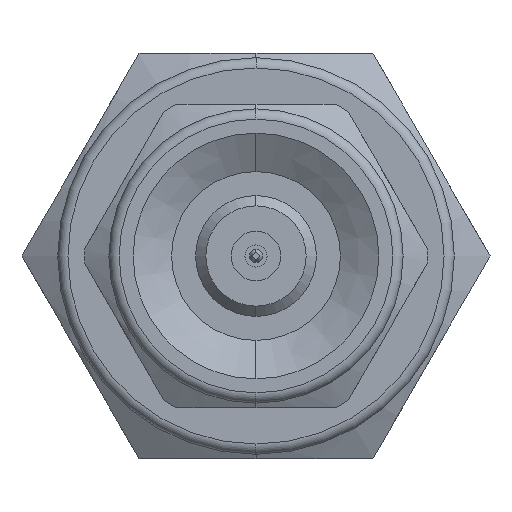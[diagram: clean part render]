
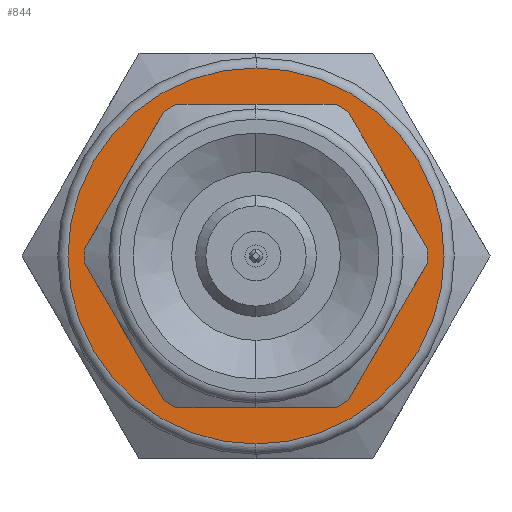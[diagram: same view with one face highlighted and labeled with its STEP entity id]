
A CAD part, left-side view. The second image highlights one B-rep face of the part: STEP entity #844.
In plain terms, the highlighted planar face has unit normal (-1, 0, 0).
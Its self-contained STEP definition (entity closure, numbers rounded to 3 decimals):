
#9 = DIRECTION ( 'NONE',  ( -1., 0., 0. ) ) ;
#182 = CIRCLE ( 'NONE', #1186, 3.675 ) ;
#221 = CARTESIAN_POINT ( 'NONE',  ( 8.56, 0., 0. ) ) ;
#231 = DIRECTION ( 'NONE',  ( 0., 0., 1. ) ) ;
#321 = EDGE_LOOP ( 'NONE', ( #789, #1640 ) ) ;
#375 = AXIS2_PLACEMENT_3D ( 'NONE', #2525, #2958, #382 ) ;
#382 = DIRECTION ( 'NONE',  ( 0., 0., 1. ) ) ;
#402 = DIRECTION ( 'NONE',  ( -1., 0., 0. ) ) ;
#462 = DIRECTION ( 'NONE',  ( -1., 0., 0. ) ) ;
#554 = EDGE_LOOP ( 'NONE', ( #2213, #572 ) ) ;
#572 = ORIENTED_EDGE ( 'NONE', *, *, #1537, .T. ) ;
#758 = VERTEX_POINT ( 'NONE', #973 ) ;
#776 = VERTEX_POINT ( 'NONE', #1429 ) ;
#787 = FACE_OUTER_BOUND ( 'NONE', #554, .T. ) ;
#789 = ORIENTED_EDGE ( 'NONE', *, *, #2455, .F. ) ;
#844 = ADVANCED_FACE ( 'NONE', ( #2929, #787 ), #2029, .F. ) ;
#857 = VERTEX_POINT ( 'NONE', #1983 ) ;
#961 = CIRCLE ( 'NONE', #2415, 2.75 ) ;
#973 = CARTESIAN_POINT ( 'NONE',  ( 8.56, 0., 3.675 ) ) ;
#1080 = CARTESIAN_POINT ( 'NONE',  ( 8.56, 2.75, 0. ) ) ;
#1108 = EDGE_CURVE ( 'NONE', #1602, #857, #961, .T. ) ;
#1186 = AXIS2_PLACEMENT_3D ( 'NONE', #221, #402, #3060 ) ;
#1429 = CARTESIAN_POINT ( 'NONE',  ( 8.56, 0., -3.675 ) ) ;
#1537 = EDGE_CURVE ( 'NONE', #776, #758, #182, .T. ) ;
#1602 = VERTEX_POINT ( 'NONE', #2195 ) ;
#1640 = ORIENTED_EDGE ( 'NONE', *, *, #1108, .F. ) ;
#1792 = DIRECTION ( 'NONE',  ( 0., 1., 0. ) ) ;
#1814 = AXIS2_PLACEMENT_3D ( 'NONE', #1080, #2730, #1792 ) ;
#1983 = CARTESIAN_POINT ( 'NONE',  ( 8.56, 0., 2.75 ) ) ;
#2029 = PLANE ( 'NONE',  #1814 ) ;
#2122 = CIRCLE ( 'NONE', #2171, 3.675 ) ;
#2132 = CARTESIAN_POINT ( 'NONE',  ( 8.56, 0., 0. ) ) ;
#2171 = AXIS2_PLACEMENT_3D ( 'NONE', #2603, #462, #231 ) ;
#2195 = CARTESIAN_POINT ( 'NONE',  ( 8.56, 0., -2.75 ) ) ;
#2212 = EDGE_CURVE ( 'NONE', #758, #776, #2122, .T. ) ;
#2213 = ORIENTED_EDGE ( 'NONE', *, *, #2212, .T. ) ;
#2317 = DIRECTION ( 'NONE',  ( 0., 0., 1. ) ) ;
#2415 = AXIS2_PLACEMENT_3D ( 'NONE', #2132, #9, #2317 ) ;
#2455 = EDGE_CURVE ( 'NONE', #857, #1602, #2521, .T. ) ;
#2521 = CIRCLE ( 'NONE', #375, 2.75 ) ;
#2525 = CARTESIAN_POINT ( 'NONE',  ( 8.56, 0., 0. ) ) ;
#2603 = CARTESIAN_POINT ( 'NONE',  ( 8.56, 0., 0. ) ) ;
#2730 = DIRECTION ( 'NONE',  ( 1., 0., 0. ) ) ;
#2929 = FACE_BOUND ( 'NONE', #321, .T. ) ;
#2958 = DIRECTION ( 'NONE',  ( -1., 0., 0. ) ) ;
#3060 = DIRECTION ( 'NONE',  ( 0., 0., 1. ) ) ;
